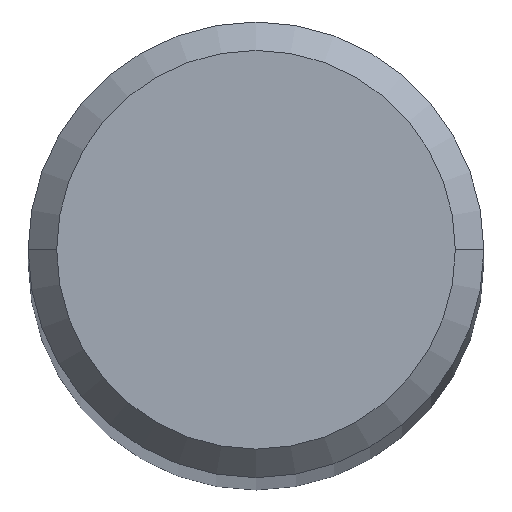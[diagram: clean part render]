
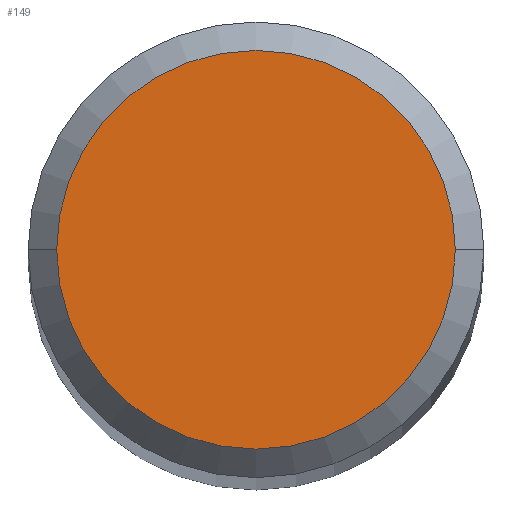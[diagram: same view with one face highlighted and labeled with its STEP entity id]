
A CAD part, top view. The second image highlights one B-rep face of the part: STEP entity #149.
In plain terms, the highlighted planar face has unit normal (0, 0, 1).
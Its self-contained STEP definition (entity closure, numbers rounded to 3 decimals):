
#149=ADVANCED_FACE('',(#165),#156,.F.);
#156=PLANE('',#327);
#165=FACE_OUTER_BOUND('',#177,.T.);
#177=EDGE_LOOP('',(#210,#211));
#210=ORIENTED_EDGE('',*,*,#266,.T.);
#211=ORIENTED_EDGE('',*,*,#252,.T.);
#238=VERTEX_POINT('',#427);
#239=VERTEX_POINT('',#428);
#252=EDGE_CURVE('',#238,#239,#274,.T.);
#266=EDGE_CURVE('',#239,#238,#280,.T.);
#274=CIRCLE('',#315,7.);
#280=CIRCLE('',#326,7.);
#315=AXIS2_PLACEMENT_3D('',#426,#358,#359);
#326=AXIS2_PLACEMENT_3D('',#453,#388,#389);
#327=AXIS2_PLACEMENT_3D('',#454,#390,#391);
#358=DIRECTION('',(0.,0.,1.));
#359=DIRECTION('',(-1.,0.,0.));
#388=DIRECTION('',(0.,0.,1.));
#389=DIRECTION('',(-1.,0.,0.));
#390=DIRECTION('',(0.,0.,-1.));
#391=DIRECTION('',(1.,0.,0.));
#426=CARTESIAN_POINT('',(0.,0.,0.));
#427=CARTESIAN_POINT('',(7.,0.,0.));
#428=CARTESIAN_POINT('',(-7.,0.,0.));
#453=CARTESIAN_POINT('',(0.,0.,0.));
#454=CARTESIAN_POINT('',(0.,0.,0.));
